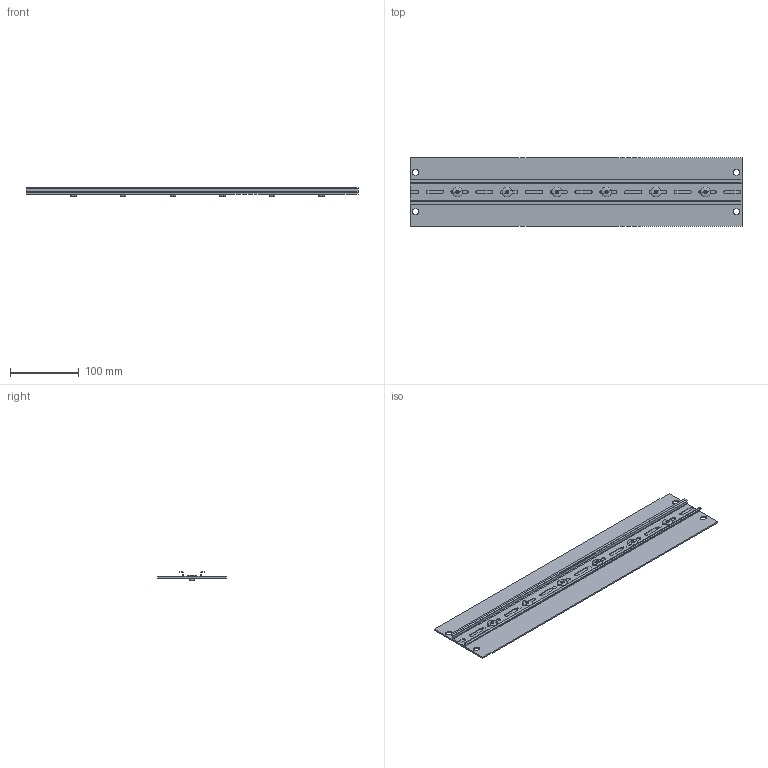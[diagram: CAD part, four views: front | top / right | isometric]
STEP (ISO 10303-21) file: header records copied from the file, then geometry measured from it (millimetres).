
FILE_DESCRIPTION(('CATIA V5R22 STEP214','CAx-IF Rec.Pracs.--- Model Styling and Organization---1.4--- 2014-01-23'),'2;1');
FILE_NAME ('1343598-3_0_8000075320_3D_8000075320.stp','2022-11-11T11:14:44+00:00',('none'),('Weidmueller'),'CATIA Version 5-6 Release 2016 SP3 HF44','CATIA V5 STEP AP214','none');
FILE_SCHEMA(('AUTOMOTIVE_DESIGN { 1 0 10303 214 1 1 1 1 }'));
Length unit declared in the file: millimetre
Products named in the file (1): 8000075320_PLATE PLC5-12S DIN RAIL TS35
Bounding box: 482 x 100 x 12.5 mm (x, y, z)
Volume: 117511.7 mm3; surface area: 123918.9 mm2
Topology: 1 solids, 1 shells, 240 faces, 633 edges, 414 vertices
Faces by surface type: cylinder 130, plane 98, bspline 12
Entity records: 8797 total; most frequent: CARTESIAN_POINT 2838, ORIENTED_EDGE 1266, DIRECTION 964, EDGE_CURVE 633, AXIS2_PLACEMENT_3D 424, VERTEX_POINT 414, VECTOR 313, LINE 313
